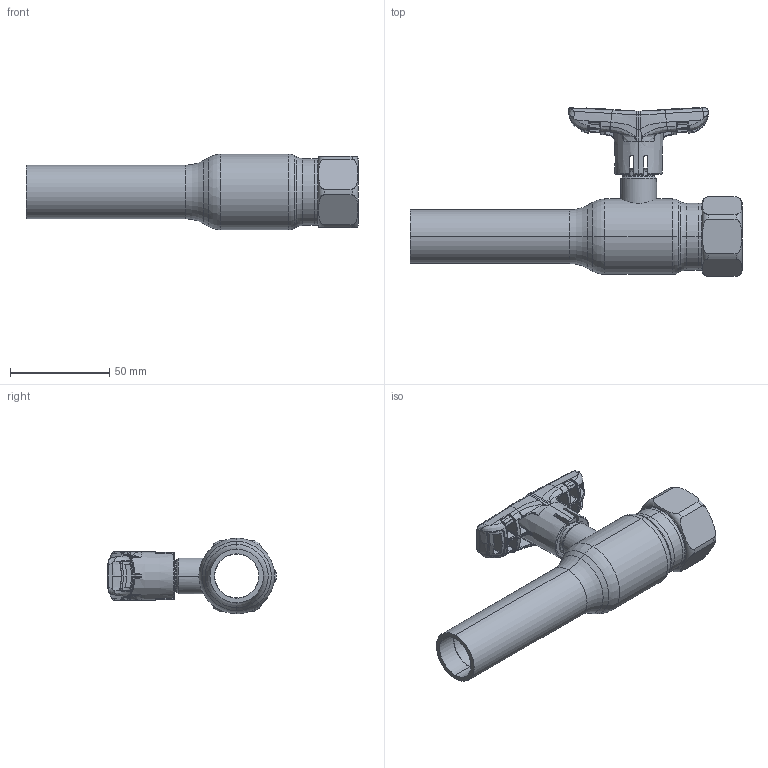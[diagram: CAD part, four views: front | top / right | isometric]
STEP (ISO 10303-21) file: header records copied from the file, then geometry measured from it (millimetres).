
FILE_DESCRIPTION (( 'STEP AP214' ), '1' );
FILE_NAME ('1020003600-2401.step', '2023-09-18T09:34:10', ( '' ), ( '' ), 'SwSTEP 2.0', 'SolidWorks 2021', '' );
FILE_SCHEMA (( 'AUTOMOTIVE_DESIGN' ));
Length unit declared in the file: millimetre
Products named in the file (1): 1020003600-2401
Bounding box: 167 x 84.98 x 38 mm (x, y, z)
Surface area: 34932.6 mm2 (no closed solid volume)
Topology: 0 solids, 7 shells, 678 faces, 1992 edges, 1239 vertices
Faces by surface type: bspline 522, plane 55, cylinder 42, cone 23, torus 23, sphere 13
Entity records: 52655 total; most frequent: CARTESIAN_POINT 32003, ORIENTED_EDGE 3449, EDGE_CURVE 1986, B_SPLINE_CURVE_WITH_KNOTS 1374, DIRECTION 1360, VERTEX_POINT 1239, EDGE_LOOP 686, UNCERTAINTY_MEASURE_WITH_UNIT 680
